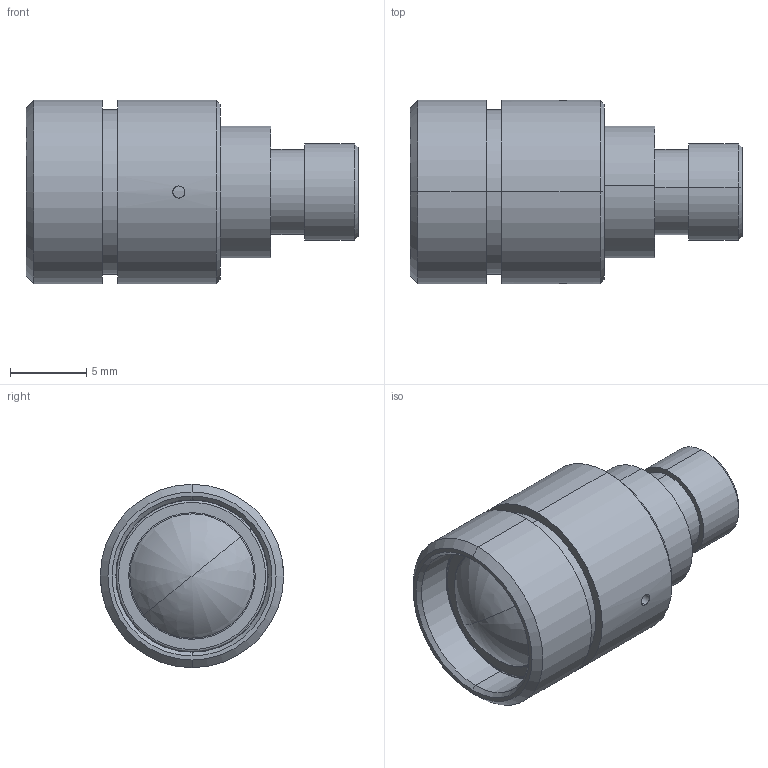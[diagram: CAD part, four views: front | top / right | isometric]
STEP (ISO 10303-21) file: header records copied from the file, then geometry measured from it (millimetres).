
FILE_DESCRIPTION (( 'STEP AP203' ), '1' );
FILE_NAME ('Web Model 64778_64778.step', '2019-07-01T13:53:01', ( '' ), ( '' ), 'SwSTEP 2.0', 'SolidWorks 2018', '' );
FILE_SCHEMA (( 'CONFIG_CONTROL_DESIGN' ));
Length unit declared in the file: millimetre
Products named in the file (1): Web Model 64778_64778
Bounding box: 21.73 x 12 x 12 mm (x, y, z)
Volume: 1225.1 mm3; surface area: 2020 mm2
Topology: 5 solids, 5 shells, 89 faces, 182 edges, 113 vertices
Faces by surface type: cylinder 44, plane 21, cone 16, torus 6, bspline 2
Entity records: 2957 total; most frequent: CARTESIAN_POINT 919, DIRECTION 456, ORIENTED_EDGE 360, AXIS2_PLACEMENT_3D 198, EDGE_CURVE 180, VERTEX_POINT 113, EDGE_LOOP 113, CIRCLE 110
